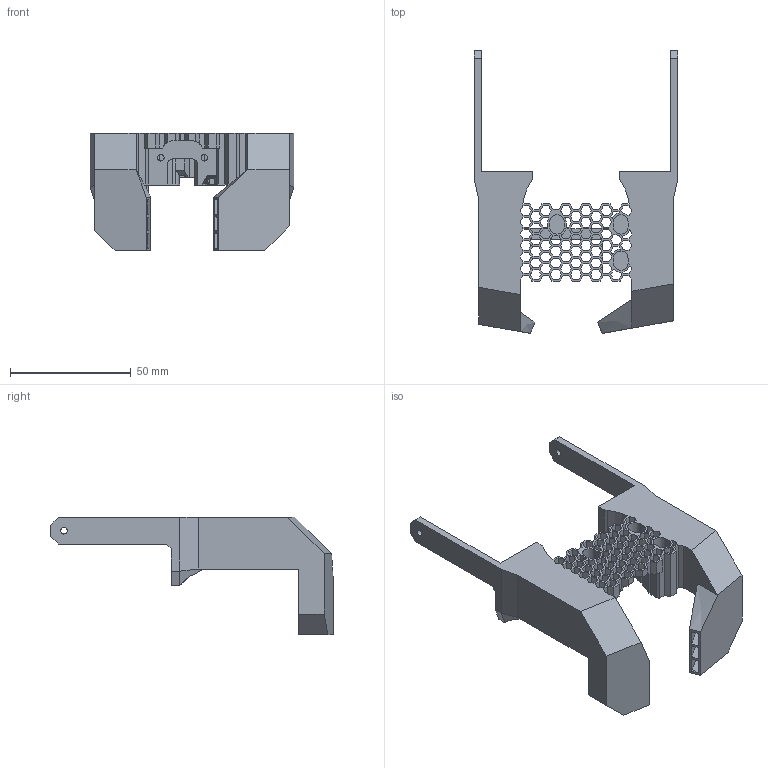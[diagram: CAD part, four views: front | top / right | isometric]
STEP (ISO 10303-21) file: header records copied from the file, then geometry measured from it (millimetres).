
FILE_DESCRIPTION(/* description */ ('eh2p-06b - United fan ducts for v6 with CRTouch'),/* implementation_level */ '2;1');
FILE_NAME(/* name */ 'eh2p-06b - United fan ducts for v6 with CRTouch.stp',/* time_stamp */ '2024-01-28T22:25:15+05:00',/* author */ ('wtsh'),/* organization */ (''),/* preprocessor_version */ 'ST-DEVELOPER v19.2',/* originating_system */ 'Autodesk Inventor 2024',/* authorisation */ '');
FILE_SCHEMA (('AUTOMOTIVE_DESIGN { 1 0 10303 214 3 1 1 }'));
Length unit declared in the file: millimetre
Products named in the file (1): eh2p-06b - United fan ducts for v6 with CRTouch
Bounding box: 84.2 x 116.85 x 48.41 mm (x, y, z)
Volume: 29398 mm3; surface area: 45896 mm2
Topology: 1 solids, 1 shells, 705 faces, 2189 edges, 1476 vertices
Faces by surface type: plane 626, cylinder 59, bspline 14, cone 6
Full cylindrical faces by diameter (mm): 2.7 x4
Entity records: 26309 total; most frequent: CARTESIAN_POINT 6557, ORIENTED_EDGE 4338, DIRECTION 3729, EDGE_CURVE 2169, LINE 1849, VECTOR 1849, VERTEX_POINT 1434, AXIS2_PLACEMENT_3D 940
